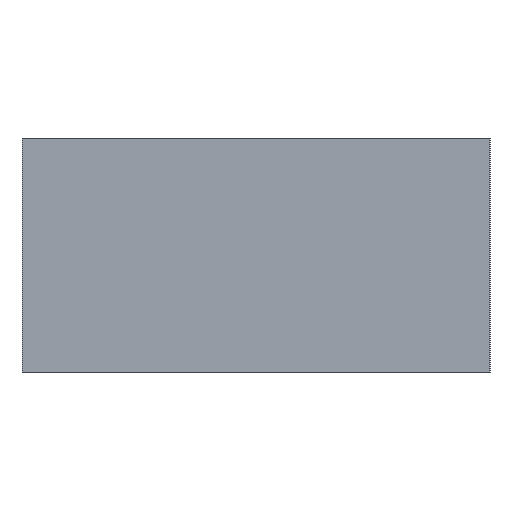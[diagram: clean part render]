
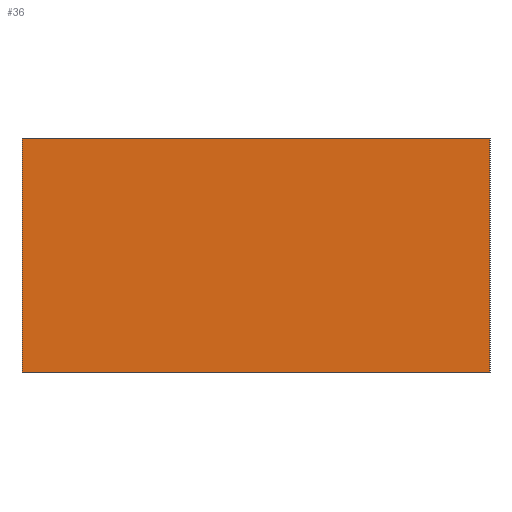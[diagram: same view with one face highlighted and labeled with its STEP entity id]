
A CAD part, left-side view. The second image highlights one B-rep face of the part: STEP entity #36.
In plain terms, the highlighted planar face has unit normal (-1, 0, 0).
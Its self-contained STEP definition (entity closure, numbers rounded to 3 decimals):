
#7 = EDGE_LOOP ( 'NONE', ( #268, #1052, #576, #440 ) ) ;
#16 = PLANE ( 'NONE',  #744 ) ;
#36 = ADVANCED_FACE ( 'NONE', ( #834 ), #16, .T. ) ;
#68 = DIRECTION ( 'NONE',  ( 0., -1., 0. ) ) ;
#144 = VERTEX_POINT ( 'NONE', #694 ) ;
#229 = LINE ( 'NONE', #323, #714 ) ;
#266 = CARTESIAN_POINT ( 'NONE',  ( 0., 40., -20. ) ) ;
#268 = ORIENTED_EDGE ( 'NONE', *, *, #385, .F. ) ;
#323 = CARTESIAN_POINT ( 'NONE',  ( 0., 0., 0. ) ) ;
#385 = EDGE_CURVE ( 'NONE', #904, #144, #229, .T. ) ;
#428 = DIRECTION ( 'NONE',  ( 0., 0., 1. ) ) ;
#440 = ORIENTED_EDGE ( 'NONE', *, *, #826, .T. ) ;
#452 = EDGE_CURVE ( 'NONE', #665, #965, #896, .T. ) ;
#535 = VECTOR ( 'NONE', #428, 1000. ) ;
#564 = DIRECTION ( 'NONE',  ( 0., -1., 0. ) ) ;
#576 = ORIENTED_EDGE ( 'NONE', *, *, #452, .T. ) ;
#592 = LINE ( 'NONE', #266, #1031 ) ;
#597 = DIRECTION ( 'NONE',  ( -1., 0., 0. ) ) ;
#665 = VERTEX_POINT ( 'NONE', #973 ) ;
#694 = CARTESIAN_POINT ( 'NONE',  ( 0., 0., 0. ) ) ;
#714 = VECTOR ( 'NONE', #68, 1000. ) ;
#744 = AXIS2_PLACEMENT_3D ( 'NONE', #988, #597, #982 ) ;
#764 = EDGE_CURVE ( 'NONE', #665, #904, #592, .T. ) ;
#795 = CARTESIAN_POINT ( 'NONE',  ( 0., 0., -20. ) ) ;
#826 = EDGE_CURVE ( 'NONE', #965, #144, #923, .T. ) ;
#834 = FACE_OUTER_BOUND ( 'NONE', #7, .T. ) ;
#896 = LINE ( 'NONE', #969, #906 ) ;
#904 = VERTEX_POINT ( 'NONE', #945 ) ;
#906 = VECTOR ( 'NONE', #564, 1000. ) ;
#923 = LINE ( 'NONE', #997, #535 ) ;
#945 = CARTESIAN_POINT ( 'NONE',  ( 0., 40., 0. ) ) ;
#965 = VERTEX_POINT ( 'NONE', #795 ) ;
#969 = CARTESIAN_POINT ( 'NONE',  ( 0., 0., -20. ) ) ;
#973 = CARTESIAN_POINT ( 'NONE',  ( 0., 40., -20. ) ) ;
#982 = DIRECTION ( 'NONE',  ( 0., 0., 1. ) ) ;
#988 = CARTESIAN_POINT ( 'NONE',  ( 0., 0., -20. ) ) ;
#997 = CARTESIAN_POINT ( 'NONE',  ( 0., 0., -20. ) ) ;
#1004 = DIRECTION ( 'NONE',  ( 0., 0., 1. ) ) ;
#1031 = VECTOR ( 'NONE', #1004, 1000. ) ;
#1052 = ORIENTED_EDGE ( 'NONE', *, *, #764, .F. ) ;
